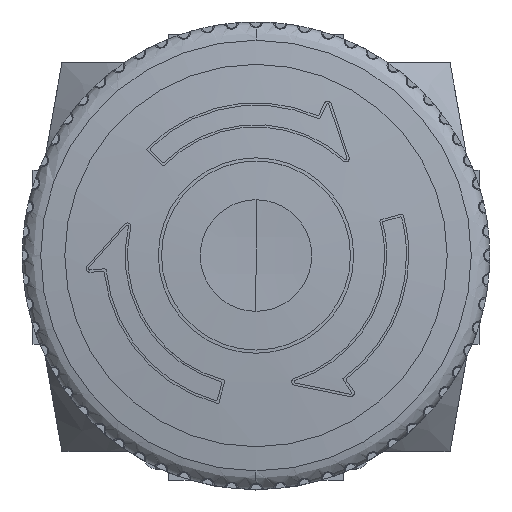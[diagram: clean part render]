
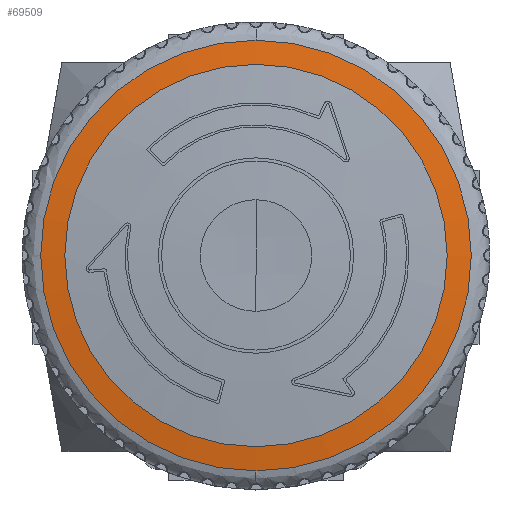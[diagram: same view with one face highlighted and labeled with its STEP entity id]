
A CAD part, top view. The second image highlights one B-rep face of the part: STEP entity #69509.
In plain terms, the highlighted free-form (B-spline) face has degree [3, 3] with [4, 4] control points.
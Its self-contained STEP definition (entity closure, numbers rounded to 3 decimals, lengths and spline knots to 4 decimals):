
#1755 = CARTESIAN_POINT ( 'NONE',  ( 0.2718, -0.8101, 3.8565 ) ) ;
#2647 = CARTESIAN_POINT ( 'NONE',  ( 0.8103, -0.7999, 3.7826 ) ) ;
#3078 = CARTESIAN_POINT ( 'NONE',  ( 0.8103, -0.2683, 3.856 ) ) ;
#6655 = CARTESIAN_POINT ( 'NONE',  ( 0., -0.7087, 3.8507 ) ) ;
#8875 = VERTEX_POINT ( 'NONE', #84349 ) ;
#9468 = CARTESIAN_POINT ( 'NONE',  ( 0.2718, 0.8101, 3.8565 ) ) ;
#10013 = DIRECTION ( 'NONE',  ( 0., -1., 0. ) ) ;
#12927 = AXIS2_PLACEMENT_3D ( 'NONE', #37985, #31179, #65760 ) ;
#13914 = EDGE_CURVE ( 'NONE', #15258, #8875, #52107, .T. ) ;
#15258 = VERTEX_POINT ( 'NONE', #71470 ) ;
#16948 = CARTESIAN_POINT ( 'NONE',  ( 0., 0., 3.8507 ) ) ;
#19917 = ORIENTED_EDGE ( 'NONE', *, *, #55779, .T. ) ;
#23110 = CARTESIAN_POINT ( 'NONE',  ( -0.2718, -0.2717, 3.9308 ) ) ;
#23537 = CARTESIAN_POINT ( 'NONE',  ( 0.2718, -0.2717, 3.9308 ) ) ;
#24424 = CARTESIAN_POINT ( 'NONE',  ( -0.8103, 0.7999, 3.7826 ) ) ;
#25150 = EDGE_CURVE ( 'NONE', #8875, #15258, #56169, .T. ) ;
#31179 = DIRECTION ( 'NONE',  ( 0., 0., 1. ) ) ;
#33039 = ORIENTED_EDGE ( 'NONE', *, *, #25150, .T. ) ;
#33455 = AXIS2_PLACEMENT_3D ( 'NONE', #16948, #51518, #59715 ) ;
#36300 = FACE_OUTER_BOUND ( 'NONE', #72072, .T. ) ;
#37985 = CARTESIAN_POINT ( 'NONE',  ( 0., 0., 3.8392 ) ) ;
#38185 = CARTESIAN_POINT ( 'NONE',  ( 0., 0., 3.8392 ) ) ;
#39095 = DIRECTION ( 'NONE',  ( 0., 0., 1. ) ) ;
#41484 = ORIENTED_EDGE ( 'NONE', *, *, #13914, .T. ) ;
#45577 = DIRECTION ( 'NONE',  ( 0., -1., 0. ) ) ;
#47693 = VERTEX_POINT ( 'NONE', #80926 ) ;
#48368 = ORIENTED_EDGE ( 'NONE', *, *, #68891, .T. ) ;
#48696 = AXIS2_PLACEMENT_3D ( 'NONE', #38185, #39095, #10013 ) ;
#50857 = CARTESIAN_POINT ( 'NONE',  ( -0.2718, 0.8101, 3.8565 ) ) ;
#51518 = DIRECTION ( 'NONE',  ( 0., 0., -1. ) ) ;
#52107 = CIRCLE ( 'NONE', #12927, 0.798 ) ;
#55779 = EDGE_CURVE ( 'NONE', #85422, #47693, #79938, .T. ) ;
#56169 = CIRCLE ( 'NONE', #48696, 0.798 ) ;
#56540 = CIRCLE ( 'NONE', #89923, 0.7087 ) ;
#57696 = CARTESIAN_POINT ( 'NONE',  ( -0.8103, 0.2683, 3.856 ) ) ;
#59017 = CARTESIAN_POINT ( 'NONE',  ( 0.2718, 0.2717, 3.9308 ) ) ;
#59715 = DIRECTION ( 'NONE',  ( 0., -1., 0. ) ) ;
#64524 = CARTESIAN_POINT ( 'NONE',  ( -0.8103, -0.2683, 3.856 ) ) ;
#64755 = CARTESIAN_POINT ( 'NONE',  ( 0., 0., 3.8507 ) ) ;
#65760 = DIRECTION ( 'NONE',  ( 0., -1., 0. ) ) ;
#65846 = CARTESIAN_POINT ( 'NONE',  ( 0.8103, 0.7999, 3.7826 ) ) ;
#68891 = EDGE_CURVE ( 'NONE', #47693, #85422, #56540, .T. ) ;
#69509 = ADVANCED_FACE ( 'NONE', ( #36300, #85870 ), #84619, .T. ) ;
#70922 = CARTESIAN_POINT ( 'NONE',  ( -0.2718, 0.2717, 3.9308 ) ) ;
#71470 = CARTESIAN_POINT ( 'NONE',  ( 0., 0.798, 3.8392 ) ) ;
#71811 = CARTESIAN_POINT ( 'NONE',  ( 0.8103, 0.2683, 3.856 ) ) ;
#72072 = EDGE_LOOP ( 'NONE', ( #33039, #41484 ) ) ;
#79516 = CARTESIAN_POINT ( 'NONE',  ( -0.8103, -0.7999, 3.7826 ) ) ;
#79938 = CIRCLE ( 'NONE', #33455, 0.7087 ) ;
#80171 = DIRECTION ( 'NONE',  ( 0., 0., -1. ) ) ;
#80926 = CARTESIAN_POINT ( 'NONE',  ( 0., 0.7087, 3.8507 ) ) ;
#81704 = EDGE_LOOP ( 'NONE', ( #19917, #48368 ) ) ;
#84349 = CARTESIAN_POINT ( 'NONE',  ( 0., -0.798, 3.8392 ) ) ;
#84619 =( BOUNDED_SURFACE ( )  B_SPLINE_SURFACE ( 3, 3, ( 
 ( #65846, #71811, #3078, #2647 ),
 ( #9468, #59017, #23537, #1755 ),
 ( #50857, #70922, #23110, #85432 ),
 ( #24424, #57696, #64524, #79516 ) ),
 .UNSPECIFIED., .F., .F., .F. ) 
 B_SPLINE_SURFACE_WITH_KNOTS ( ( 4, 4 ),
 ( 4, 4 ),
 ( 0., 1. ),
 ( 0., 1. ),
 .UNSPECIFIED. ) 
 GEOMETRIC_REPRESENTATION_ITEM ( )  RATIONAL_B_SPLINE_SURFACE ( (
 ( 1., 0.994, 0.994, 1.),
 ( 0.994, 0.987, 0.987, 0.994),
 ( 0.994, 0.987, 0.987, 0.994),
 ( 1., 0.994, 0.994, 1.) ) ) 
 REPRESENTATION_ITEM ( '' )  SURFACE ( )  );
#85422 = VERTEX_POINT ( 'NONE', #6655 ) ;
#85432 = CARTESIAN_POINT ( 'NONE',  ( -0.2718, -0.8101, 3.8565 ) ) ;
#85870 = FACE_BOUND ( 'NONE', #81704, .T. ) ;
#89923 = AXIS2_PLACEMENT_3D ( 'NONE', #64755, #80171, #45577 ) ;
